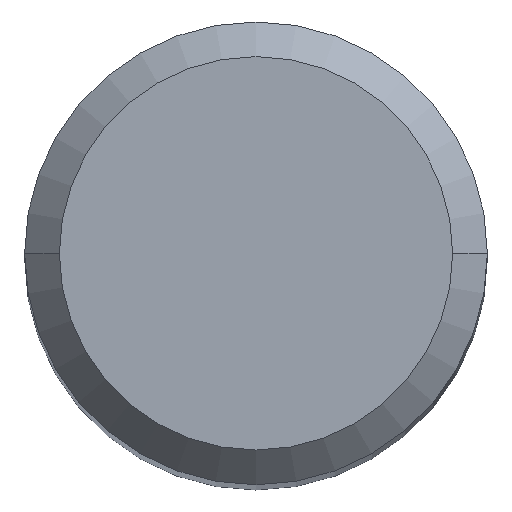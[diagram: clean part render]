
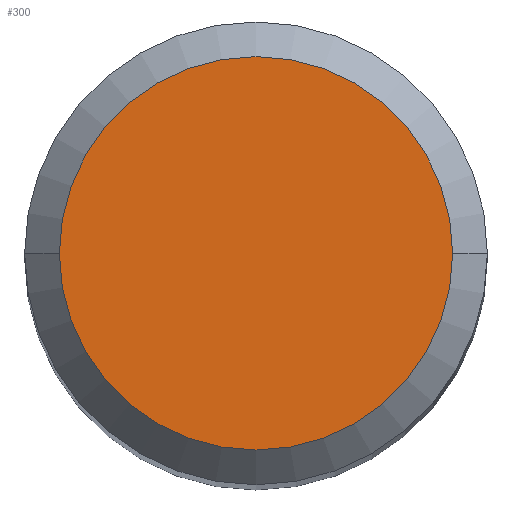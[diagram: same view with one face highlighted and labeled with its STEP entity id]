
A CAD part, top view. The second image highlights one B-rep face of the part: STEP entity #300.
In plain terms, the highlighted planar face has unit normal (0, 0, 1).
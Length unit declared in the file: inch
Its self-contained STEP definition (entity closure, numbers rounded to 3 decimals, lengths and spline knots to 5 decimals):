
#13 = DIRECTION ( 'NONE',  ( 0., 0., 1. ) ) ;
#92 = DIRECTION ( 'NONE',  ( 1., 0., 0. ) ) ;
#93 = CARTESIAN_POINT ( 'NONE',  ( 0., 0., 0. ) ) ;
#105 = VERTEX_POINT ( 'NONE', #429 ) ;
#122 = DIRECTION ( 'NONE',  ( 0., 0., 1. ) ) ;
#125 = AXIS2_PLACEMENT_3D ( 'NONE', #93, #13, #241 ) ;
#148 = ORIENTED_EDGE ( 'NONE', *, *, #453, .T. ) ;
#196 = FACE_OUTER_BOUND ( 'NONE', #359, .T. ) ;
#233 = DIRECTION ( 'NONE',  ( -1., 0., 0. ) ) ;
#241 = DIRECTION ( 'NONE',  ( 1., 0., 0. ) ) ;
#242 = EDGE_CURVE ( 'NONE', #105, #250, #332, .T. ) ;
#250 = VERTEX_POINT ( 'NONE', #380 ) ;
#282 = AXIS2_PLACEMENT_3D ( 'NONE', #413, #122, #92 ) ;
#300 = ADVANCED_FACE ( 'NONE', ( #196 ), #433, .F. ) ;
#332 = CIRCLE ( 'NONE', #125, 0.10038 ) ;
#359 = EDGE_LOOP ( 'NONE', ( #148, #426 ) ) ;
#380 = CARTESIAN_POINT ( 'NONE',  ( -0.10038, 0., 0. ) ) ;
#413 = CARTESIAN_POINT ( 'NONE',  ( 0., 0., 0. ) ) ;
#420 = CIRCLE ( 'NONE', #282, 0.10038 ) ;
#423 = AXIS2_PLACEMENT_3D ( 'NONE', #431, #428, #233 ) ;
#426 = ORIENTED_EDGE ( 'NONE', *, *, #242, .T. ) ;
#428 = DIRECTION ( 'NONE',  ( 0., 0., -1. ) ) ;
#429 = CARTESIAN_POINT ( 'NONE',  ( 0.10038, 0., 0. ) ) ;
#431 = CARTESIAN_POINT ( 'NONE',  ( 0., 0., 0. ) ) ;
#433 = PLANE ( 'NONE',  #423 ) ;
#453 = EDGE_CURVE ( 'NONE', #250, #105, #420, .T. ) ;
